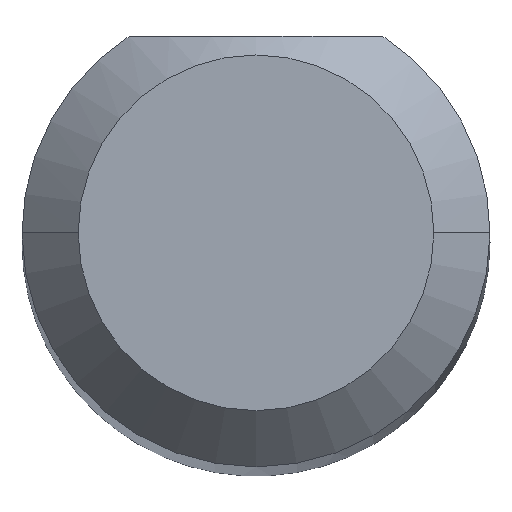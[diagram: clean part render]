
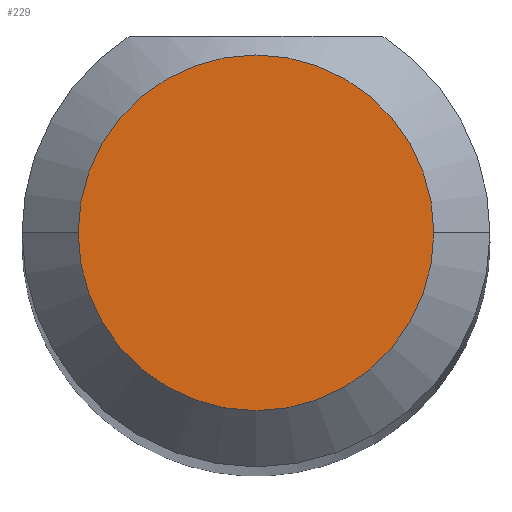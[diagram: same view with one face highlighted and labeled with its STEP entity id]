
A CAD part, top view. The second image highlights one B-rep face of the part: STEP entity #229.
In plain terms, the highlighted planar face has unit normal (0, 0, 1).
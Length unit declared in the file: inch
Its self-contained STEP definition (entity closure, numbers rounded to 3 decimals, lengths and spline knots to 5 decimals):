
#75 = DIRECTION ( 'NONE',  ( 1., 0., 0. ) ) ;
#160 = EDGE_CURVE ( 'NONE', #678, #210, #763, .T. ) ;
#177 = CARTESIAN_POINT ( 'NONE',  ( 0., 0., 1.5 ) ) ;
#186 = PLANE ( 'NONE',  #528 ) ;
#210 = VERTEX_POINT ( 'NONE', #290 ) ;
#229 = ADVANCED_FACE ( 'NONE', ( #730 ), #186, .T. ) ;
#239 = DIRECTION ( 'NONE',  ( 0., 0., 1. ) ) ;
#290 = CARTESIAN_POINT ( 'NONE',  ( 0.0475, 0., 1.5 ) ) ;
#311 = DIRECTION ( 'NONE',  ( 0., 0., 1. ) ) ;
#371 = AXIS2_PLACEMENT_3D ( 'NONE', #417, #239, #405 ) ;
#405 = DIRECTION ( 'NONE',  ( 1., 0., 0. ) ) ;
#417 = CARTESIAN_POINT ( 'NONE',  ( 0., 0., 1.5 ) ) ;
#433 = CARTESIAN_POINT ( 'NONE',  ( -0.0475, 0., 1.5 ) ) ;
#448 = CIRCLE ( 'NONE', #502, 0.0475 ) ;
#458 = ORIENTED_EDGE ( 'NONE', *, *, #160, .T. ) ;
#502 = AXIS2_PLACEMENT_3D ( 'NONE', #177, #311, #75 ) ;
#528 = AXIS2_PLACEMENT_3D ( 'NONE', #792, #734, #673 ) ;
#592 = EDGE_LOOP ( 'NONE', ( #458, #594 ) ) ;
#594 = ORIENTED_EDGE ( 'NONE', *, *, #640, .T. ) ;
#640 = EDGE_CURVE ( 'NONE', #210, #678, #448, .T. ) ;
#673 = DIRECTION ( 'NONE',  ( 1., 0., 0. ) ) ;
#678 = VERTEX_POINT ( 'NONE', #433 ) ;
#730 = FACE_OUTER_BOUND ( 'NONE', #592, .T. ) ;
#734 = DIRECTION ( 'NONE',  ( 0., 0., 1. ) ) ;
#763 = CIRCLE ( 'NONE', #371, 0.0475 ) ;
#792 = CARTESIAN_POINT ( 'NONE',  ( 0., 0., 1.5 ) ) ;
